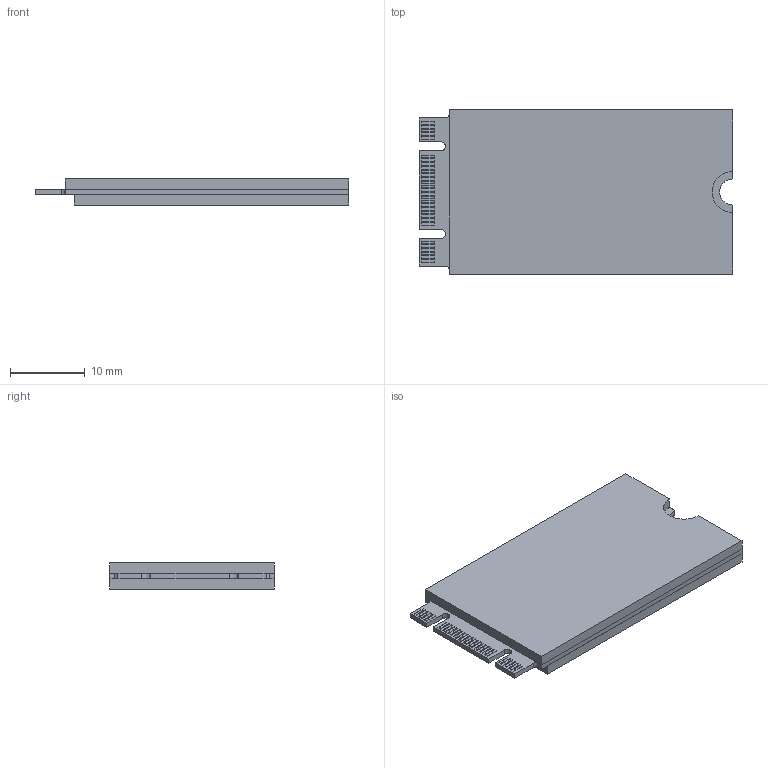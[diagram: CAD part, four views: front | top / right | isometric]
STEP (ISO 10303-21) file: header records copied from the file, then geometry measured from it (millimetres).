
FILE_DESCRIPTION(('FreeCAD Model'),'2;1');
FILE_NAME('2242_B_M.step', '2020-12-07T09:49:00',('Author'),(''), 'Open CASCADE STEP processor 7.3','FreeCAD','Unknown');
FILE_SCHEMA(('AUTOMOTIVE_DESIGN { 1 0 10303 214 1 1 1 1 }'));
Length unit declared in the file: millimetre
Products named in the file (14): Part; PCB; Pin_TOP; GND_TOP; GND_BOTTOM; Pin_Bottom; Array002; Array001; Array; Array005; Array004; Array003; Component_Area_TOP; Component_Area_BOTTOM
Assembly tree (13 placements, depth 2):
  Part
    PCB
    Pin_TOP
    GND_TOP
    GND_BOTTOM
    Pin_Bottom
    Array002
    Array001
    Array
    Array005
    Array004
    Array003
    Component_Area_TOP
    Component_Area_BOTTOM
Bounding box: 42 x 22 x 3.5 mm (x, y, z)
Volume: 2894 mm3; surface area: 5620.4 mm2
Topology: 66 solids, 66 shells, 420 faces, 864 edges, 576 vertices
Faces by surface type: plane 409, cylinder 11
Entity records: 22830 total; most frequent: CARTESIAN_POINT 3650, DIRECTION 3474, LINE 2548, VECTOR 2548, ORIENTED_EDGE 1728, PCURVE 1728, DEFINITIONAL_REPRESENTATION 1728, EDGE_CURVE 864
